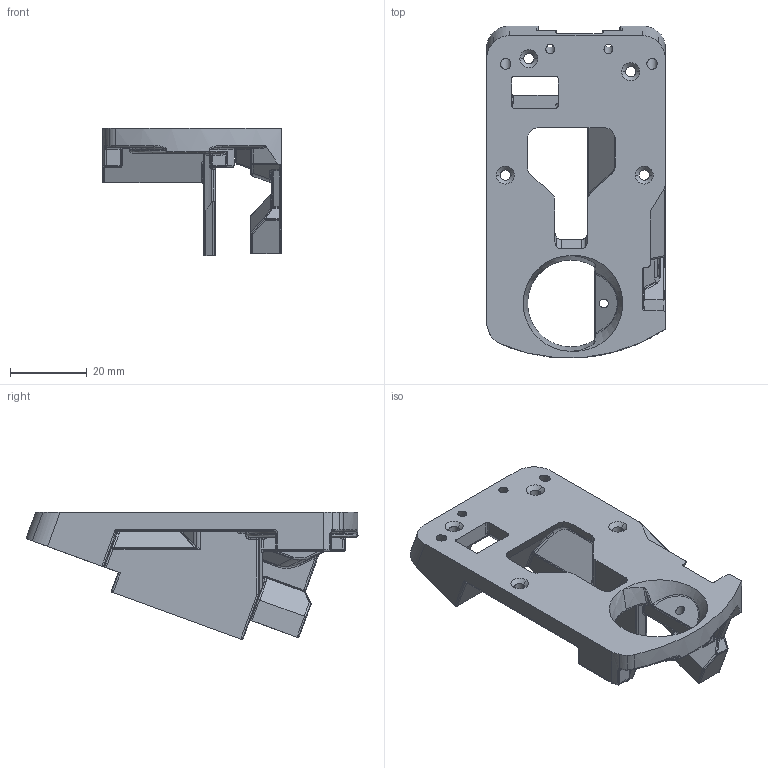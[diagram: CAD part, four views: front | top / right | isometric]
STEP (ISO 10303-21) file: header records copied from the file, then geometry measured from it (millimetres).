
FILE_DESCRIPTION(('STEP AP214'),'1');
FILE_NAME('Structure.stp','2023-03-11T17:34:14',(' '),(' '),'Spatial InterOp 3D',' ',' ');
FILE_SCHEMA(('AUTOMOTIVE_DESIGN { 1 0 10303 214 1 1 1 1 }'));
Length unit declared in the file: metre
Products named in the file (1): Structure
Bounding box: 46.71 x 86.69 x 33.34 mm (x, y, z)
Volume: 23444.3 mm3; surface area: 14486.4 mm2
Topology: 1 solids, 1 shells, 580 faces, 1535 edges, 937 vertices
Faces by surface type: cylinder 340, bspline 86, plane 83, cone 31, torus 31, sphere 7, revolution 2
Entity records: 46224 total; most frequent: CARTESIAN_POINT 32140, ORIENTED_EDGE 3028, DIRECTION 2929, EDGE_CURVE 1514, AXIS2_PLACEMENT_3D 1168, VERTEX_POINT 937, EDGE_LOOP 605, LINE 591
